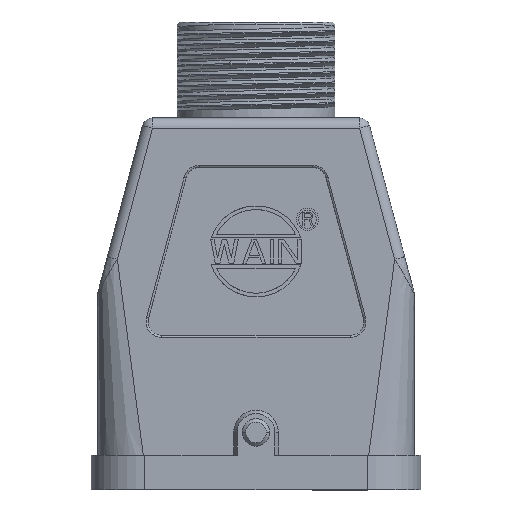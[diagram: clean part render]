
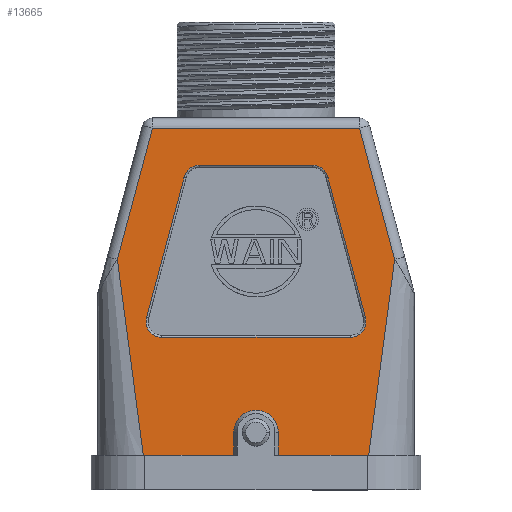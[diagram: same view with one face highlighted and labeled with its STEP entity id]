
A CAD part, top view. The second image highlights one B-rep face of the part: STEP entity #13665.
In plain terms, the highlighted planar face has unit normal (0, 0, 1).
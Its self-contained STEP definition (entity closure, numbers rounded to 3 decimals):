
#58=DIRECTION('',(0.,-1.,0.));
#59=VECTOR('',#58,3.35);
#60=CARTESIAN_POINT('',(3.25,8.35,13.425));
#61=LINE('',#60,#59);
#135=DIRECTION('',(0.,1.,0.));
#136=VECTOR('',#135,3.35);
#137=CARTESIAN_POINT('',(-3.25,5.,13.425));
#138=LINE('',#137,#136);
#139=DIRECTION('',(-1.,0.,0.));
#140=VECTOR('',#139,13.175);
#141=CARTESIAN_POINT('',(-3.25,5.,13.425));
#142=LINE('',#141,#140);
#143=DIRECTION('',(-0.132,0.991,0.));
#144=VECTOR('',#143,28.839);
#145=CARTESIAN_POINT('',(-16.425,5.,13.425));
#146=LINE('',#145,#144);
#147=DIRECTION('',(0.259,0.966,0.));
#148=VECTOR('',#147,19.786);
#149=CARTESIAN_POINT('',(-20.22,33.588,13.425));
#150=LINE('',#149,#148);
#151=DIRECTION('',(0.259,-0.966,0.));
#152=VECTOR('',#151,19.786);
#153=CARTESIAN_POINT('',(15.099,52.7,13.425));
#154=LINE('',#153,#152);
#155=DIRECTION('',(-0.132,-0.991,0.));
#156=VECTOR('',#155,28.839);
#157=CARTESIAN_POINT('',(20.22,33.588,13.425));
#158=LINE('',#157,#156);
#159=DIRECTION('',(-1.,0.,0.));
#160=VECTOR('',#159,13.175);
#161=CARTESIAN_POINT('',(16.425,5.,13.425));
#162=LINE('',#161,#160);
#163=CARTESIAN_POINT('',(0.,8.35,13.425));
#164=DIRECTION('',(0.,0.,1.));
#165=DIRECTION('',(1.,0.,0.));
#166=AXIS2_PLACEMENT_3D('',#163,#164,#165);
#168=CARTESIAN_POINT('',(0.,8.35,13.425));
#169=DIRECTION('',(0.,0.,1.));
#170=DIRECTION('',(0.,1.,0.));
#171=AXIS2_PLACEMENT_3D('',#168,#169,#170);
#173=DIRECTION('',(-0.259,0.966,0.));
#174=VECTOR('',#173,21.223);
#175=CARTESIAN_POINT('',(15.965,25.095,13.425));
#176=LINE('',#175,#174);
#177=CARTESIAN_POINT('',(8.25,45.,13.425));
#178=DIRECTION('',(0.,0.,1.));
#179=DIRECTION('',(0.966,0.259,0.));
#180=AXIS2_PLACEMENT_3D('',#177,#178,#179);
#182=CARTESIAN_POINT('',(-8.25,45.,13.425));
#183=DIRECTION('',(0.,0.,1.));
#184=DIRECTION('',(0.,1.,0.));
#185=AXIS2_PLACEMENT_3D('',#182,#183,#184);
#187=DIRECTION('',(-0.259,-0.966,0.));
#188=VECTOR('',#187,21.223);
#189=CARTESIAN_POINT('',(-10.472,45.595,13.425));
#190=LINE('',#189,#188);
#191=CARTESIAN_POINT('',(-13.743,24.5,13.425));
#192=DIRECTION('',(0.,0.,1.));
#193=DIRECTION('',(-0.966,0.259,0.));
#194=AXIS2_PLACEMENT_3D('',#191,#192,#193);
#196=CARTESIAN_POINT('',(13.743,24.5,13.425));
#197=DIRECTION('',(0.,0.,1.));
#198=DIRECTION('',(0.,-1.,0.));
#199=AXIS2_PLACEMENT_3D('',#196,#197,#198);
#223=CARTESIAN_POINT('',(-16.425,5.,13.425));
#645=DIRECTION('',(-1.,0.,0.));
#646=VECTOR('',#645,30.198);
#647=CARTESIAN_POINT('',(15.099,52.7,13.425));
#648=LINE('',#647,#646);
#9854=DIRECTION('',(-1.,0.,0.));
#9855=VECTOR('',#9854,27.486);
#9856=CARTESIAN_POINT('',(13.743,22.2,13.425));
#9857=LINE('',#9856,#9855);
#9901=DIRECTION('',(1.,0.,0.));
#9902=VECTOR('',#9901,16.5);
#9903=CARTESIAN_POINT('',(-8.25,47.3,13.425));
#9904=LINE('',#9903,#9902);
#11198=CARTESIAN_POINT('',(-3.25,5.,13.425));
#11200=VERTEX_POINT('',#11198);
#11219=VERTEX_POINT('',#223);
#11221=CARTESIAN_POINT('',(3.25,5.,13.425));
#11223=VERTEX_POINT('',#11221);
#11224=CARTESIAN_POINT('',(16.425,5.,13.425));
#11225=VERTEX_POINT('',#11224);
#11242=CARTESIAN_POINT('',(-3.25,8.35,
13.425));
#11243=VERTEX_POINT('',#11242);
#11246=CARTESIAN_POINT('',(-20.22,33.588,
13.425));
#11247=VERTEX_POINT('',#11246);
#11248=CARTESIAN_POINT('',(-15.099,52.7,13.425));
#11249=VERTEX_POINT('',#11248);
#11250=CARTESIAN_POINT('',(15.099,52.7,13.425));
#11251=VERTEX_POINT('',#11250);
#11252=CARTESIAN_POINT('',(20.22,33.588,13.425));
#11253=VERTEX_POINT('',#11252);
#11254=CARTESIAN_POINT('',(3.25,8.35,13.425));
#11255=VERTEX_POINT('',#11254);
#11256=CARTESIAN_POINT('',(0.,11.6,13.425));
#11257=VERTEX_POINT('',#11256);
#11258=CARTESIAN_POINT('',(15.965,25.095,13.425));
#11259=CARTESIAN_POINT('',(10.472,45.595,13.425));
#11260=VERTEX_POINT('',#11258);
#11261=VERTEX_POINT('',#11259);
#11262=CARTESIAN_POINT('',(8.25,47.3,13.425));
#11263=VERTEX_POINT('',#11262);
#11264=CARTESIAN_POINT('',(-8.25,47.3,13.425));
#11265=VERTEX_POINT('',#11264);
#11266=CARTESIAN_POINT('',(-10.472,45.595,13.425));
#11267=VERTEX_POINT('',#11266);
#11268=CARTESIAN_POINT('',(-15.965,25.095,13.425));
#11269=VERTEX_POINT('',#11268);
#11270=CARTESIAN_POINT('',(-13.743,22.2,13.425));
#11271=VERTEX_POINT('',#11270);
#11272=CARTESIAN_POINT('',(13.743,22.2,13.425));
#11273=VERTEX_POINT('',#11272);
#13622=CARTESIAN_POINT('',(0.,0.,13.425));
#13623=DIRECTION('',(0.,0.,1.));
#13624=DIRECTION('',(1.,0.,0.));
#13625=AXIS2_PLACEMENT_3D('',#13622,#13623,#13624);
#13626=PLANE('',#13625);
#13627=ORIENTED_EDGE('',*,*,#13613,.F.);
#13628=ORIENTED_EDGE('',*,*,#13602,.T.);
#13630=ORIENTED_EDGE('',*,*,#13629,.T.);
#13632=ORIENTED_EDGE('',*,*,#13631,.T.);
#13634=ORIENTED_EDGE('',*,*,#13633,.F.);
#13636=ORIENTED_EDGE('',*,*,#13635,.T.);
#13638=ORIENTED_EDGE('',*,*,#13637,.T.);
#13639=ORIENTED_EDGE('',*,*,#13488,.T.);
#13640=ORIENTED_EDGE('',*,*,#13526,.F.);
#13642=ORIENTED_EDGE('',*,*,#13641,.T.);
#13644=ORIENTED_EDGE('',*,*,#13643,.T.);
#13645=EDGE_LOOP('',(#13627,#13628,#13630,#13632,#13634,#13636,#13638,#13639,
#13640,#13642,#13644));
#13646=FACE_OUTER_BOUND('',#13645,.F.);
#13648=ORIENTED_EDGE('',*,*,#13647,.T.);
#13650=ORIENTED_EDGE('',*,*,#13649,.T.);
#13652=ORIENTED_EDGE('',*,*,#13651,.F.);
#13654=ORIENTED_EDGE('',*,*,#13653,.T.);
#13656=ORIENTED_EDGE('',*,*,#13655,.T.);
#13658=ORIENTED_EDGE('',*,*,#13657,.T.);
#13660=ORIENTED_EDGE('',*,*,#13659,.F.);
#13662=ORIENTED_EDGE('',*,*,#13661,.T.);
#13663=EDGE_LOOP('',(#13648,#13650,#13652,#13654,#13656,#13658,#13660,#13662));
#13664=FACE_BOUND('',#13663,.F.);
#13665=ADVANCED_FACE('',(#13646,#13664),#13626,.T.);
#167=CIRCLE('',#166,3.25);
#172=CIRCLE('',#171,3.25);
#181=CIRCLE('',#180,2.3);
#186=CIRCLE('',#185,2.3);
#195=CIRCLE('',#194,2.3);
#200=CIRCLE('',#199,2.3);
#13488=EDGE_CURVE('',#11225,#11223,#162,.T.);
#13526=EDGE_CURVE('',#11255,#11223,#61,.T.);
#13602=EDGE_CURVE('',#11200,#11219,#142,.T.);
#13613=EDGE_CURVE('',#11200,#11243,#138,.T.);
#13629=EDGE_CURVE('',#11219,#11247,#146,.T.);
#13631=EDGE_CURVE('',#11247,#11249,#150,.T.);
#13633=EDGE_CURVE('',#11251,#11249,#648,.T.);
#13635=EDGE_CURVE('',#11251,#11253,#154,.T.);
#13637=EDGE_CURVE('',#11253,#11225,#158,.T.);
#13641=EDGE_CURVE('',#11255,#11257,#167,.T.);
#13643=EDGE_CURVE('',#11257,#11243,#172,.T.);
#13647=EDGE_CURVE('',#11260,#11261,#176,.T.);
#13649=EDGE_CURVE('',#11261,#11263,#181,.T.);
#13651=EDGE_CURVE('',#11265,#11263,#9904,.T.);
#13653=EDGE_CURVE('',#11265,#11267,#186,.T.);
#13655=EDGE_CURVE('',#11267,#11269,#190,.T.);
#13657=EDGE_CURVE('',#11269,#11271,#195,.T.);
#13659=EDGE_CURVE('',#11273,#11271,#9857,.T.);
#13661=EDGE_CURVE('',#11273,#11260,#200,.T.);
